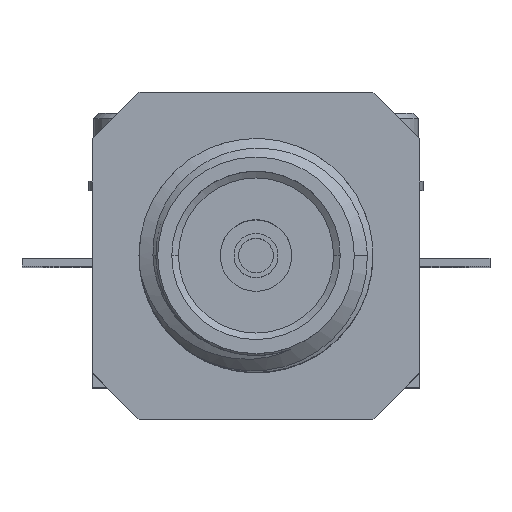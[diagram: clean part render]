
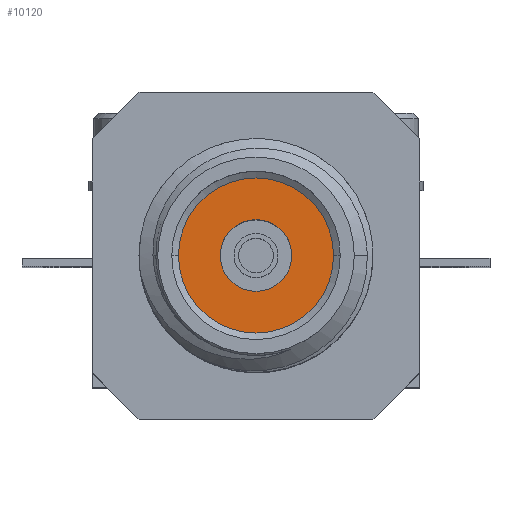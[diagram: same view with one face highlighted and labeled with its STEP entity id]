
A CAD part, top view. The second image highlights one B-rep face of the part: STEP entity #10120.
In plain terms, the highlighted planar face has unit normal (0, 0, 1).
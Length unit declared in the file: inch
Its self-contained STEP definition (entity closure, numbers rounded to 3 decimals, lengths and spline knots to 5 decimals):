
#502 = DIRECTION ( 'NONE',  ( 0., 0., 1. ) ) ;
#1261 = VERTEX_POINT ( 'NONE', #11116 ) ;
#1311 = DIRECTION ( 'NONE',  ( 0., 0., 1. ) ) ;
#1634 = CARTESIAN_POINT ( 'NONE',  ( -0.08286, 0., 0.192 ) ) ;
#1994 = CARTESIAN_POINT ( 'NONE',  ( 0., 0., 0.192 ) ) ;
#2028 = ORIENTED_EDGE ( 'NONE', *, *, #7809, .T. ) ;
#2082 = DIRECTION ( 'NONE',  ( 0., 0., 1. ) ) ;
#2346 = PLANE ( 'NONE',  #7679 ) ;
#3500 = DIRECTION ( 'NONE',  ( 1., 0., 0. ) ) ;
#3767 = FACE_OUTER_BOUND ( 'NONE', #4794, .T. ) ;
#3769 = EDGE_LOOP ( 'NONE', ( #4988, #8139 ) ) ;
#3910 = DIRECTION ( 'NONE',  ( 0., 0., 1. ) ) ;
#3928 = CIRCLE ( 'NONE', #6141, 0.03825 ) ;
#4305 = VERTEX_POINT ( 'NONE', #4815 ) ;
#4794 = EDGE_LOOP ( 'NONE', ( #2028, #6768 ) ) ;
#4815 = CARTESIAN_POINT ( 'NONE',  ( 0.08286, 0., 0.192 ) ) ;
#4988 = ORIENTED_EDGE ( 'NONE', *, *, #10404, .F. ) ;
#5010 = DIRECTION ( 'NONE',  ( 1., 0., 0. ) ) ;
#5279 = CARTESIAN_POINT ( 'NONE',  ( 0., 0., 0.192 ) ) ;
#5975 = VERTEX_POINT ( 'NONE', #10506 ) ;
#6141 = AXIS2_PLACEMENT_3D ( 'NONE', #9474, #502, #3500 ) ;
#6768 = ORIENTED_EDGE ( 'NONE', *, *, #11899, .T. ) ;
#6841 = DIRECTION ( 'NONE',  ( 0., 0., 1. ) ) ;
#6927 = CIRCLE ( 'NONE', #8991, 0.08286 ) ;
#7026 = CARTESIAN_POINT ( 'NONE',  ( 0., 0., 0.192 ) ) ;
#7159 = AXIS2_PLACEMENT_3D ( 'NONE', #9631, #6841, #7735 ) ;
#7443 = CIRCLE ( 'NONE', #9709, 0.08286 ) ;
#7490 = FACE_BOUND ( 'NONE', #3769, .T. ) ;
#7679 = AXIS2_PLACEMENT_3D ( 'NONE', #5279, #1311, #11313 ) ;
#7735 = DIRECTION ( 'NONE',  ( 1., 0., 0. ) ) ;
#7809 = EDGE_CURVE ( 'NONE', #4305, #10818, #6927, .T. ) ;
#8139 = ORIENTED_EDGE ( 'NONE', *, *, #9528, .F. ) ;
#8991 = AXIS2_PLACEMENT_3D ( 'NONE', #7026, #2082, #10086 ) ;
#9222 = CIRCLE ( 'NONE', #7159, 0.03825 ) ;
#9474 = CARTESIAN_POINT ( 'NONE',  ( 0., 0., 0.192 ) ) ;
#9528 = EDGE_CURVE ( 'NONE', #1261, #5975, #3928, .T. ) ;
#9631 = CARTESIAN_POINT ( 'NONE',  ( 0., 0., 0.192 ) ) ;
#9709 = AXIS2_PLACEMENT_3D ( 'NONE', #1994, #3910, #5010 ) ;
#10086 = DIRECTION ( 'NONE',  ( 1., 0., 0. ) ) ;
#10120 = ADVANCED_FACE ( 'NONE', ( #3767, #7490 ), #2346, .T. ) ;
#10404 = EDGE_CURVE ( 'NONE', #5975, #1261, #9222, .T. ) ;
#10506 = CARTESIAN_POINT ( 'NONE',  ( 0.03825, 0., 0.192 ) ) ;
#10818 = VERTEX_POINT ( 'NONE', #1634 ) ;
#11116 = CARTESIAN_POINT ( 'NONE',  ( -0.03825, 0., 0.192 ) ) ;
#11313 = DIRECTION ( 'NONE',  ( 1., 0., 0. ) ) ;
#11899 = EDGE_CURVE ( 'NONE', #10818, #4305, #7443, .T. ) ;
